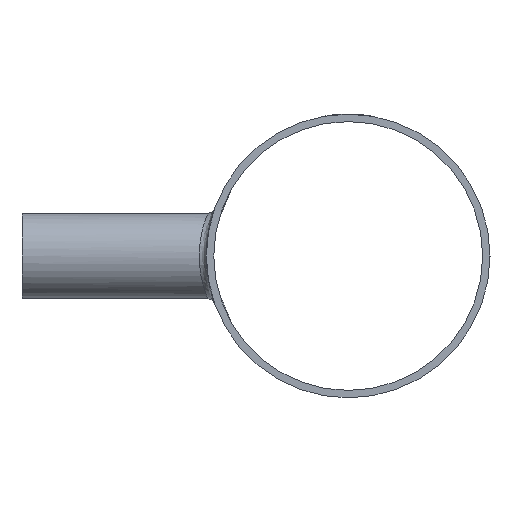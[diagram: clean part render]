
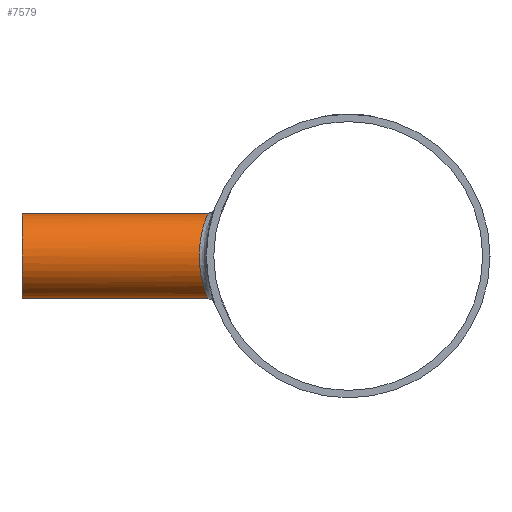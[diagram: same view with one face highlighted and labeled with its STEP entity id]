
A CAD part, left-side view. The second image highlights one B-rep face of the part: STEP entity #7579.
In plain terms, the highlighted cylindrical face has radius 9.525 mm (diameter 19.05 mm), a full revolution.
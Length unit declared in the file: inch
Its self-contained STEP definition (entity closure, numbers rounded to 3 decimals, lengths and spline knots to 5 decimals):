
#143=FACE_BOUND('',#1387,.T.);
#935=FACE_OUTER_BOUND('',#1386,.T.);
#1386=EDGE_LOOP('',(#7082));
#1387=EDGE_LOOP('',(#7083));
#2615=CIRCLE('',#8032,0.375);
#2978=B_SPLINE_CURVE_WITH_KNOTS('',3,(#16431,#16432,#16433,#16434,#16435,
#16436,#16437,#16438,#16439,#16440,#16441,#16442,#16443,#16444,#16445,#16446,
#16447,#16448,#16449,#16450,#16451,#16452),.UNSPECIFIED.,.T.,.F.,(4,1,1,
1,1,1,1,1,1,1,1,1,1,1,1,1,3,4),(0.00001,0.41281,
0.82562,1.23843,1.65124,2.06404,2.47685,
2.75206,3.30247,3.56048,3.71528,4.12809,
4.5409,4.5925,4.95371,5.36652,5.77932,
5.77933),.UNSPECIFIED.);
#3725=VERTEX_POINT('',#16429);
#3726=VERTEX_POINT('',#16454);
#4848=EDGE_CURVE('',#3725,#3725,#2978,.T.);
#4849=EDGE_CURVE('',#3726,#3726,#2615,.T.);
#7082=ORIENTED_EDGE('',*,*,#4849,.T.);
#7083=ORIENTED_EDGE('',*,*,#4848,.F.);
#7137=CYLINDRICAL_SURFACE('',#8031,0.375);
#7579=ADVANCED_FACE('',(#935,#143),#7137,.T.);
#8031=AXIS2_PLACEMENT_3D('',#16453,#9473,#9474);
#8032=AXIS2_PLACEMENT_3D('',#16455,#9475,#9476);
#9473=DIRECTION('center_axis',(0.,-1.,0.));
#9474=DIRECTION('ref_axis',(1.,0.,0.));
#9475=DIRECTION('center_axis',(0.,-1.,0.));
#9476=DIRECTION('ref_axis',(1.,0.,0.));
#16429=CARTESIAN_POINT('',(0.,1.23744,0.375));
#16431=CARTESIAN_POINT('Ctrl Pts',(0.,1.2374,
0.37504));
#16432=CARTESIAN_POINT('Ctrl Pts',(-0.05644,1.2374,
0.37503));
#16433=CARTESIAN_POINT('Ctrl Pts',(-0.16936,1.24881,
0.3488));
#16434=CARTESIAN_POINT('Ctrl Pts',(-0.30256,1.28507,0.24214));
#16435=CARTESIAN_POINT('Ctrl Pts',(-0.37809,1.31359,
0.08725));
#16436=CARTESIAN_POINT('Ctrl Pts',(-0.3781,1.31371,-0.08724));
#16437=CARTESIAN_POINT('Ctrl Pts',(-0.3026,1.28494,-0.2422));
#16438=CARTESIAN_POINT('Ctrl Pts',(-0.1841,1.25311,
-0.33677));
#16439=CARTESIAN_POINT('Ctrl Pts',(-0.02087,1.23185,
-0.388));
#16440=CARTESIAN_POINT('Ctrl Pts',(0.13266,1.24254,-0.3646));
#16441=CARTESIAN_POINT('Ctrl Pts',(0.24148,1.2686,-0.29088));
#16442=CARTESIAN_POINT('Ctrl Pts',(0.31836,1.29088,-0.20998));
#16443=CARTESIAN_POINT('Ctrl Pts',(0.37805,1.31368,-0.08716));
#16444=CARTESIAN_POINT('Ctrl Pts',(0.37811,1.31363,0.0363));
#16445=CARTESIAN_POINT('Ctrl Pts',(0.34974,1.30288,0.1454));
#16446=CARTESIAN_POINT('Ctrl Pts',(0.29709,1.28362,0.24652));
#16447=CARTESIAN_POINT('Ctrl Pts',(0.16931,1.24879,0.34883));
#16448=CARTESIAN_POINT('Ctrl Pts',(0.05645,1.23739,0.37504));
#16449=CARTESIAN_POINT('Ctrl Pts',(0.,1.2374,
0.37504));
#16450=CARTESIAN_POINT('Ctrl Pts',(0.,1.2374,
0.37504));
#16451=CARTESIAN_POINT('Ctrl Pts',(0.,1.2374,
0.37504));
#16452=CARTESIAN_POINT('Ctrl Pts',(0.,1.2374,
0.37504));
#16453=CARTESIAN_POINT('Origin',(0.,2.875,0.));
#16454=CARTESIAN_POINT('',(-0.375,2.875,0.));
#16455=CARTESIAN_POINT('Origin',(0.,2.875,0.));
